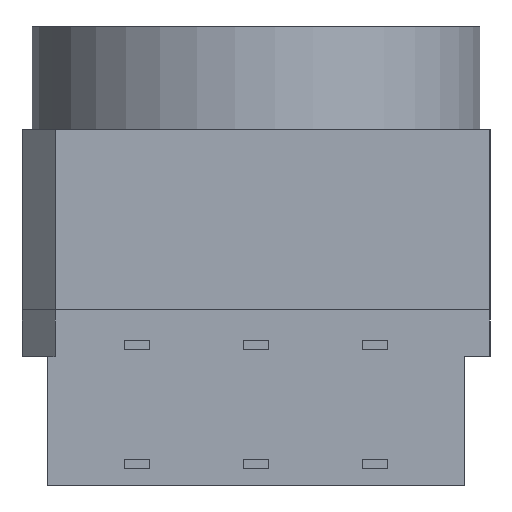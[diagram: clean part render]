
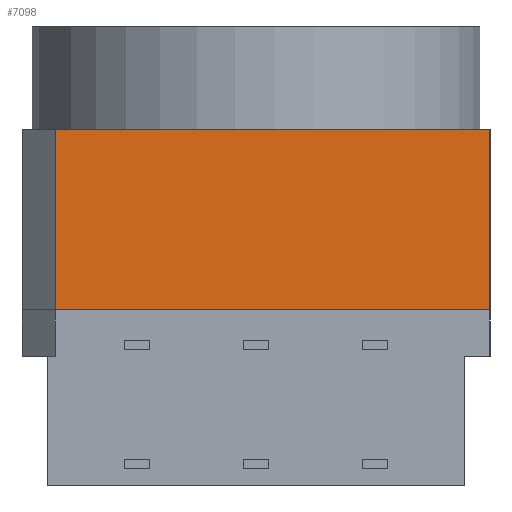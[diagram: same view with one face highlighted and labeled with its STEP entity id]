
A CAD part, left-side view. The second image highlights one B-rep face of the part: STEP entity #7098.
In plain terms, the highlighted planar face has unit normal (-1, 0, 0).
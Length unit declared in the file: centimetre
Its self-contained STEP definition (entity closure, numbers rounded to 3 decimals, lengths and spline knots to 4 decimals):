
#672=PLANE('',#7400);
#1062=FACE_OUTER_BOUND('',#1502,.T.);
#1502=EDGE_LOOP('',(#6691,#6692,#6693,#6694));
#1572=LINE('',#8896,#2341);
#1677=LINE('',#9112,#2446);
#2272=LINE('',#12224,#3041);
#2273=LINE('',#12225,#3042);
#2341=VECTOR('',#7531,1.);
#2446=VECTOR('',#7728,1.);
#3041=VECTOR('',#8739,1.);
#3042=VECTOR('',#8740,1.);
#3097=VERTEX_POINT('',#8881);
#3103=VERTEX_POINT('',#8895);
#3168=VERTEX_POINT('',#9110);
#3713=VERTEX_POINT('',#12223);
#3785=EDGE_CURVE('',#3097,#3103,#1572,.T.);
#3890=EDGE_CURVE('',#3168,#3097,#1677,.T.);
#4709=EDGE_CURVE('',#3713,#3103,#2272,.T.);
#4710=EDGE_CURVE('',#3168,#3713,#2273,.T.);
#6691=ORIENTED_EDGE('',*,*,#4709,.T.);
#6692=ORIENTED_EDGE('',*,*,#3785,.F.);
#6693=ORIENTED_EDGE('',*,*,#3890,.F.);
#6694=ORIENTED_EDGE('',*,*,#4710,.T.);
#7098=ADVANCED_FACE('',(#1062),#672,.T.);
#7400=AXIS2_PLACEMENT_3D('',#12222,#8737,#8738);
#7531=DIRECTION('',(0.,1.,0.));
#7728=DIRECTION('',(0.,0.,-1.));
#8737=DIRECTION('center_axis',(-1.,0.,0.));
#8738=DIRECTION('ref_axis',(0.,0.,
1.));
#8739=DIRECTION('',(0.,0.,-1.));
#8740=DIRECTION('',(0.,1.,0.));
#8881=CARTESIAN_POINT('',(-0.5,-0.5,-0.1525));
#8895=CARTESIAN_POINT('',(-0.5,0.4293,-0.1525));
#8896=CARTESIAN_POINT('',(-0.5,-0.5,-0.1525));
#9110=CARTESIAN_POINT('',(-0.5,-0.5,0.2325));
#9112=CARTESIAN_POINT('',(-0.5,-0.5,0.04));
#12222=CARTESIAN_POINT('Origin',(-0.5,-0.5,
0.04));
#12223=CARTESIAN_POINT('',(-0.5,0.4293,0.2325));
#12224=CARTESIAN_POINT('',(-0.5,0.4293,0.1362));
#12225=CARTESIAN_POINT('',(-0.5,0.5,0.2325));
